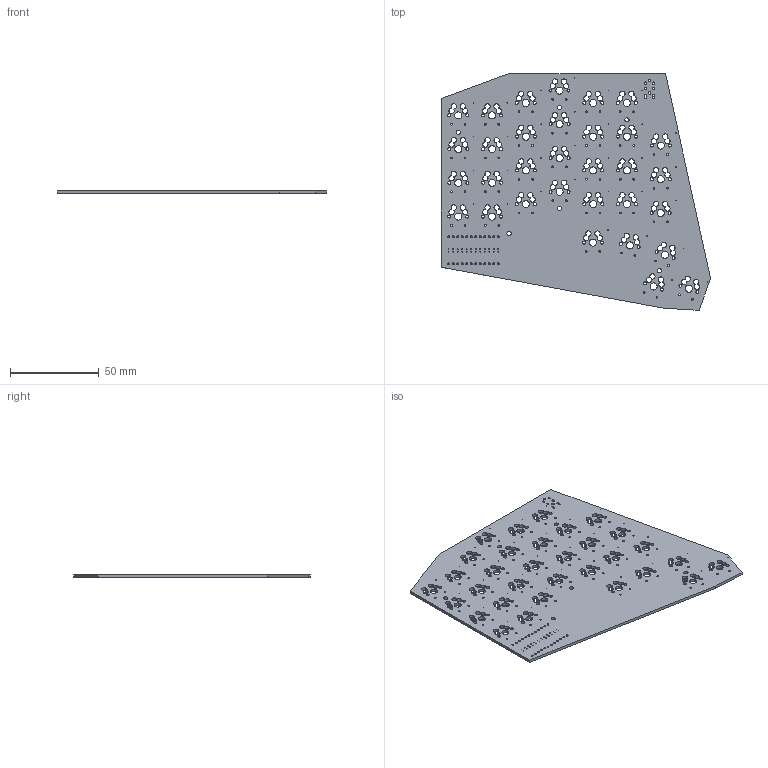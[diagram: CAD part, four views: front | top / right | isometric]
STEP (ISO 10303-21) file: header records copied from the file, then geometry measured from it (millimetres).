
FILE_DESCRIPTION(('KiCad electronic assembly'),'2;1');
FILE_NAME('game_pcb.step','2023-06-07T23:42:50',('Pcbnew'),('Kicad'), 'Open CASCADE STEP processor 7.5','KiCad to STEP converter','Unknown' );
FILE_SCHEMA(('AUTOMOTIVE_DESIGN { 1 0 10303 214 1 1 1 1 }'));
Length unit declared in the file: millimetre
Products named in the file (2): game_pcb 1; game_pcb PCB
Assembly tree (1 placements, depth 2):
  game_pcb 1
    game_pcb PCB
Bounding box: 151.68 x 133.38 x 1.6 mm (x, y, z)
Volume: 24430.6 mm3; surface area: 34950.5 mm2
Topology: 1 solids, 1 shells, 549 faces, 1641 edges, 1094 vertices
Faces by surface type: cylinder 524, plane 25
Full cylindrical faces by diameter (mm): 0.3 x32, 0.4 x24, 0.991 x64, 1.1 x24, 1.5 x2, 1.702 x64, 2.4 x6, 3.988 x32
Entity records: 41511 total; most frequent: CARTESIAN_POINT 6832, DIRECTION 6809, ORIENTED_EDGE 3282, PCURVE 3282, DEFINITIONAL_REPRESENTATION 3282, LINE 2563, VECTOR 2563, CIRCLE 2096
